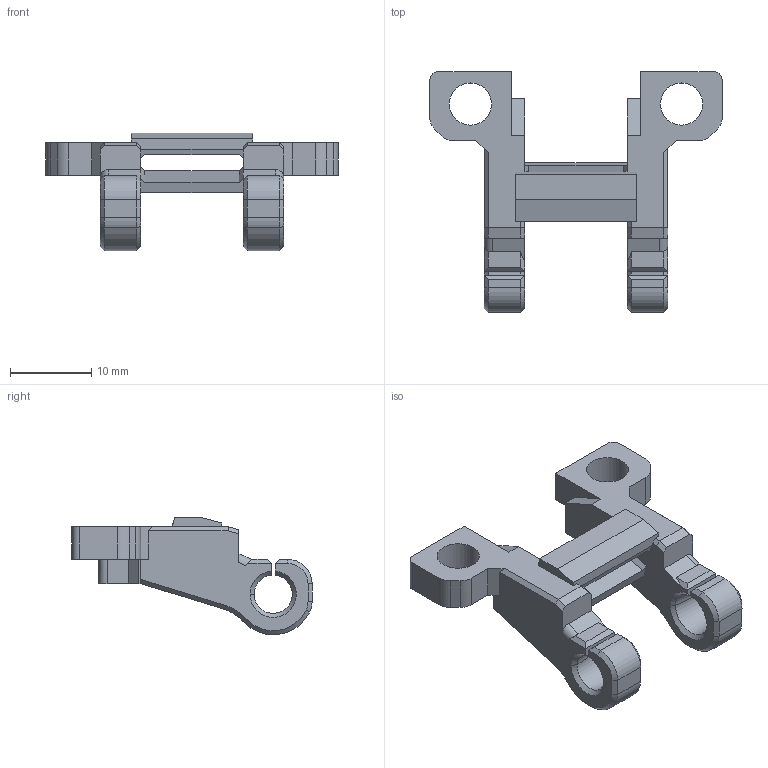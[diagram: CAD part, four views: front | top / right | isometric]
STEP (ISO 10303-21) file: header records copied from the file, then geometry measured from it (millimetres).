
FILE_DESCRIPTION(/* description */ (''),/* implementation_level */ '2;1');
FILE_NAME(/* name */ 'MANTA-5-SE-DC-接收机＆天线打印件-拉长-绿色（2025-2-27）',/* time_stamp */ '2025-02-27T14:27:09+08:00',/* author */ (''),/* organization */ (''),/* preprocessor_version */ 'ST-DEVELOPER v19.2',/* originating_system */ 'Rhino 8.1',/* authorisation */ '');
FILE_SCHEMA (('CONFIG_CONTROL_DESIGN'));
Length unit declared in the file: millimetre
Products named in the file (1): Document
Bounding box: 36 x 29.59 x 14.48 mm (x, y, z)
Volume: 2426.4 mm3; surface area: 2393.8 mm2
Topology: 1 solids, 1 shells, 151 faces, 397 edges, 248 vertices
Faces by surface type: plane 103, bspline 28, cylinder 20
Full cylindrical faces by diameter (mm): 5.2 x2
Entity records: 5053 total; most frequent: CARTESIAN_POINT 2121, ORIENTED_EDGE 794, EDGE_CURVE 397, B_SPLINE_CURVE_WITH_KNOTS 317, VERTEX_POINT 248, DIRECTION 229, AXIS2_PLACEMENT_3D 175, EDGE_LOOP 157
